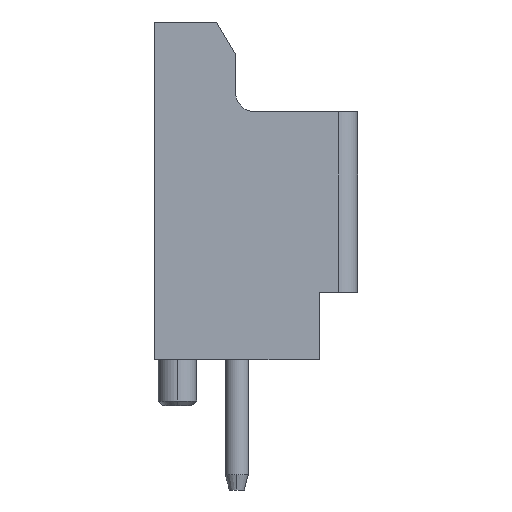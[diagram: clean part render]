
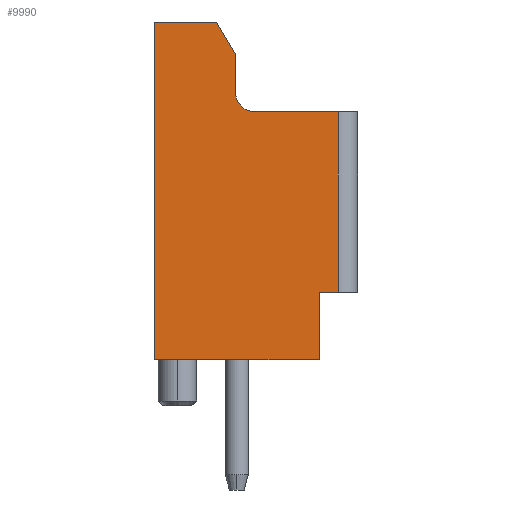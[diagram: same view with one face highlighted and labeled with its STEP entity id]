
A CAD part, left-side view. The second image highlights one B-rep face of the part: STEP entity #9990.
In plain terms, the highlighted planar face has unit normal (-1, 0, 0).
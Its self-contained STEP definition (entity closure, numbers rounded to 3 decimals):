
#396 = CARTESIAN_POINT ( 'NONE',  ( -10., 0.53, 7.96 ) ) ;
#403 = CARTESIAN_POINT ( 'NONE',  ( -10., 0.03, 6.96 ) ) ;
#420 = LINE ( 'NONE', #1926, #11691 ) ;
#465 = CARTESIAN_POINT ( 'NONE',  ( -10., 1.03, 8.8 ) ) ;
#526 = LINE ( 'NONE', #17848, #16302 ) ;
#549 = CARTESIAN_POINT ( 'NONE',  ( -10., -1.65, 8.8 ) ) ;
#736 = LINE ( 'NONE', #15138, #13179 ) ;
#876 = PLANE ( 'NONE',  #1972 ) ;
#1065 = DIRECTION ( 'NONE',  ( 1., 0., 0. ) ) ;
#1923 = CARTESIAN_POINT ( 'NONE',  ( -10., 0.53, 6.96 ) ) ;
#1926 = CARTESIAN_POINT ( 'NONE',  ( -10., -2.65, 0. ) ) ;
#1972 = AXIS2_PLACEMENT_3D ( 'NONE', #3916, #1065, #4010 ) ;
#2012 = DIRECTION ( 'NONE',  ( 1., 0., 0. ) ) ;
#2311 = ORIENTED_EDGE ( 'NONE', *, *, #17895, .T. ) ;
#3761 = VERTEX_POINT ( 'NONE', #18160 ) ;
#3916 = CARTESIAN_POINT ( 'NONE',  ( -10., -2.65, 8.8 ) ) ;
#4010 = DIRECTION ( 'NONE',  ( 0., 0., 1. ) ) ;
#4321 = CARTESIAN_POINT ( 'NONE',  ( -10., 2.65, 8.8 ) ) ;
#4733 = EDGE_CURVE ( 'NONE', #5463, #6357, #420, .T. ) ;
#4958 = VERTEX_POINT ( 'NONE', #396 ) ;
#5392 = VERTEX_POINT ( 'NONE', #14661 ) ;
#5463 = VERTEX_POINT ( 'NONE', #13529 ) ;
#5619 = LINE ( 'NONE', #14301, #13782 ) ;
#6000 = DIRECTION ( 'NONE',  ( 0., 0., -1. ) ) ;
#6357 = VERTEX_POINT ( 'NONE', #8699 ) ;
#6531 = CIRCLE ( 'NONE', #9865, 0.5 ) ;
#6847 = DIRECTION ( 'NONE',  ( 0., -0.511, -0.859 ) ) ;
#7563 = FACE_OUTER_BOUND ( 'NONE', #17123, .T. ) ;
#7697 = DIRECTION ( 'NONE',  ( 0., 0., -1. ) ) ;
#7761 = VECTOR ( 'NONE', #7697, 1000. ) ;
#7820 = DIRECTION ( 'NONE',  ( 0., 0., 1. ) ) ;
#8522 = DIRECTION ( 'NONE',  ( 0., 1., 0. ) ) ;
#8596 = VECTOR ( 'NONE', #8522, 1000. ) ;
#8699 = CARTESIAN_POINT ( 'NONE',  ( -10., -1.65, 0. ) ) ;
#8839 = VERTEX_POINT ( 'NONE', #13553 ) ;
#8900 = ORIENTED_EDGE ( 'NONE', *, *, #11627, .T. ) ;
#9210 = LINE ( 'NONE', #549, #16495 ) ;
#9865 = AXIS2_PLACEMENT_3D ( 'NONE', #403, #2012, #7820 ) ;
#9947 = DIRECTION ( 'NONE',  ( 0., -1., 0. ) ) ;
#9958 = EDGE_CURVE ( 'NONE', #5392, #15092, #6531, .T. ) ;
#9968 = DIRECTION ( 'NONE',  ( 0., -1., 0. ) ) ;
#9990 = ADVANCED_FACE ( 'NONE', ( #7563 ), #876, .F. ) ;
#10045 = LINE ( 'NONE', #12790, #15636 ) ;
#10143 = VECTOR ( 'NONE', #9968, 1000. ) ;
#10384 = ORIENTED_EDGE ( 'NONE', *, *, #18440, .F. ) ;
#10705 = DIRECTION ( 'NONE',  ( 0., 0., 1. ) ) ;
#10803 = EDGE_CURVE ( 'NONE', #13009, #18439, #10045, .T. ) ;
#11627 = EDGE_CURVE ( 'NONE', #13009, #5463, #526, .T. ) ;
#11691 = VECTOR ( 'NONE', #12090, 1000. ) ;
#11767 = CARTESIAN_POINT ( 'NONE',  ( -10., 0.53, 8.8 ) ) ;
#11910 = DIRECTION ( 'NONE',  ( 0., 0., -1. ) ) ;
#12090 = DIRECTION ( 'NONE',  ( 0., -1., 0. ) ) ;
#12571 = ORIENTED_EDGE ( 'NONE', *, *, #4733, .T. ) ;
#12655 = EDGE_CURVE ( 'NONE', #15132, #3761, #17130, .T. ) ;
#12790 = CARTESIAN_POINT ( 'NONE',  ( -10., -2.65, 8.8 ) ) ;
#12815 = CARTESIAN_POINT ( 'NONE',  ( -10., -2.65, 6.46 ) ) ;
#13009 = VERTEX_POINT ( 'NONE', #4321 ) ;
#13179 = VECTOR ( 'NONE', #10705, 1000. ) ;
#13472 = LINE ( 'NONE', #11767, #7761 ) ;
#13529 = CARTESIAN_POINT ( 'NONE',  ( -10., 2.65, 0. ) ) ;
#13553 = CARTESIAN_POINT ( 'NONE',  ( -10., -2.15, 6.46 ) ) ;
#13772 = EDGE_CURVE ( 'NONE', #3761, #6357, #9210, .T. ) ;
#13782 = VECTOR ( 'NONE', #6847, 1000. ) ;
#14032 = LINE ( 'NONE', #12815, #10143 ) ;
#14301 = CARTESIAN_POINT ( 'NONE',  ( -10., 0.067, 7.183 ) ) ;
#14661 = CARTESIAN_POINT ( 'NONE',  ( -10., 0.03, 6.46 ) ) ;
#14751 = EDGE_CURVE ( 'NONE', #18439, #4958, #5619, .T. ) ;
#14768 = ORIENTED_EDGE ( 'NONE', *, *, #17802, .F. ) ;
#15092 = VERTEX_POINT ( 'NONE', #1923 ) ;
#15132 = VERTEX_POINT ( 'NONE', #16992 ) ;
#15138 = CARTESIAN_POINT ( 'NONE',  ( -10., -2.15, 8.8 ) ) ;
#15491 = ORIENTED_EDGE ( 'NONE', *, *, #13772, .F. ) ;
#15636 = VECTOR ( 'NONE', #9947, 1000. ) ;
#15691 = ORIENTED_EDGE ( 'NONE', *, *, #9958, .T. ) ;
#16302 = VECTOR ( 'NONE', #11910, 1000. ) ;
#16495 = VECTOR ( 'NONE', #6000, 1000. ) ;
#16692 = ORIENTED_EDGE ( 'NONE', *, *, #14751, .F. ) ;
#16992 = CARTESIAN_POINT ( 'NONE',  ( -10., -2.15, 1.75 ) ) ;
#17123 = EDGE_LOOP ( 'NONE', ( #17177, #2311, #14768, #15691, #10384, #16692, #18507, #8900, #12571, #15491 ) ) ;
#17130 = LINE ( 'NONE', #17976, #8596 ) ;
#17177 = ORIENTED_EDGE ( 'NONE', *, *, #12655, .F. ) ;
#17802 = EDGE_CURVE ( 'NONE', #5392, #8839, #14032, .T. ) ;
#17848 = CARTESIAN_POINT ( 'NONE',  ( -10., 2.65, 8.8 ) ) ;
#17895 = EDGE_CURVE ( 'NONE', #15132, #8839, #736, .T. ) ;
#17976 = CARTESIAN_POINT ( 'NONE',  ( -10., -2.65, 1.75 ) ) ;
#18160 = CARTESIAN_POINT ( 'NONE',  ( -10., -1.65, 1.75 ) ) ;
#18439 = VERTEX_POINT ( 'NONE', #465 ) ;
#18440 = EDGE_CURVE ( 'NONE', #4958, #15092, #13472, .T. ) ;
#18507 = ORIENTED_EDGE ( 'NONE', *, *, #10803, .F. ) ;
